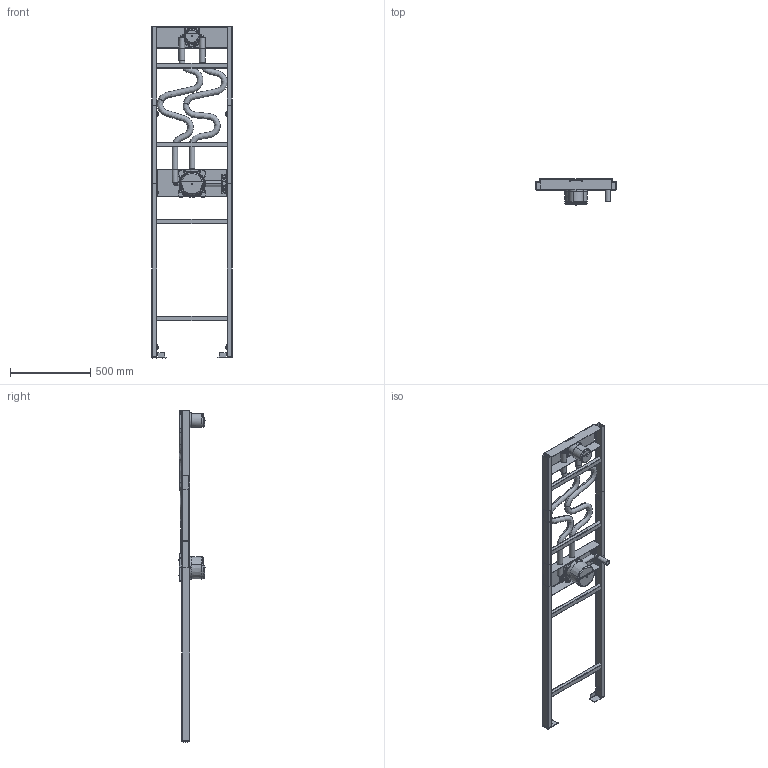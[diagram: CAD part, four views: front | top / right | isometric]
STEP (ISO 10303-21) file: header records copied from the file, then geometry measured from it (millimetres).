
FILE_DESCRIPTION(/* description */ ('AP214 STEP file'),/* implementation_level */ '2;1');
FILE_NAME(/* name */ '1039949990_out.stp',/* time_stamp */ '2024-04-16T11:57:07+02:00',/* author */ (''),/* organization */ (''),/* preprocessor_version */ 'ST-DEVELOPER v18.1',/* originating_system */ 'Elysium Co. Ltd. STEP Translator v8.3.0.0',/* authorisation */ '');
FILE_SCHEMA (('AUTOMOTIVE_DESIGN { 1 0 10303 214 3 1 1 }'));
Length unit declared in the file: millimetre
Products named in the file (1): 1039949990_extract
Bounding box: 500 x 164.6 x 2070.2 mm (x, y, z)
Volume: 11990990.6 mm3; surface area: 2504525.6 mm2
Topology: 2 solids, 2 shells, 5003 faces, 13163 edges, 8234 vertices
Faces by surface type: plane 1716, cylinder 1147, bspline 1061, torus 464, cone 444, sphere 112, extrusion 59
Entity records: 228030 total; most frequent: CARTESIAN_POINT 85878, ORIENTED_EDGE 26214, EDGE_CURVE 13107, STYLED_ITEM 10006, VERTEX_POINT 8234, AXIS2_PLACEMENT_3D 7211, EDGE_LOOP 5255, VECTOR 5174
